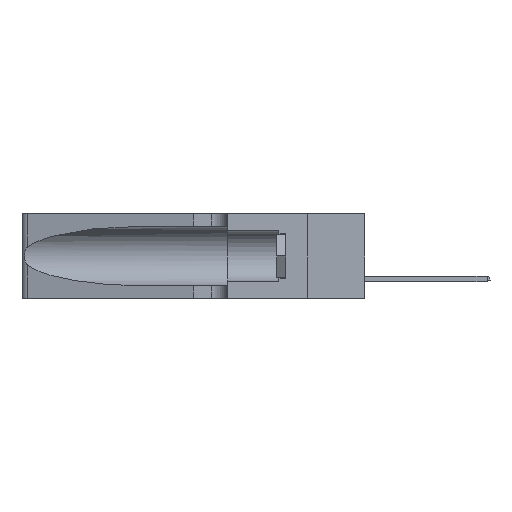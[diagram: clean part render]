
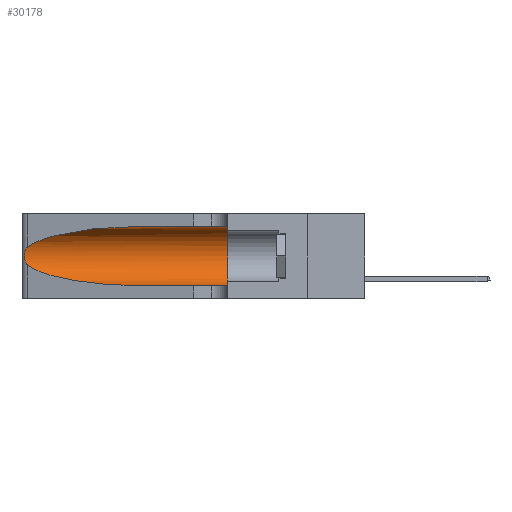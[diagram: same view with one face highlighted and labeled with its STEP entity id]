
A CAD part, left-side view. The second image highlights one B-rep face of the part: STEP entity #30178.
In plain terms, the highlighted cylindrical face has radius 3.308 mm (diameter 6.617 mm), a partial arc.
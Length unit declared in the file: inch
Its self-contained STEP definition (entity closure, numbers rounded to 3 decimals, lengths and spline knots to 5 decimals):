
#159 = CARTESIAN_POINT ( 'NONE',  ( 0.1305, 0.72297, 0.31525 ) ) ;
#2666 = LINE ( 'NONE', #29369, #42924 ) ;
#3429 = CARTESIAN_POINT ( 'NONE',  ( 0.25856, 1.23593, 0.16098 ) ) ;
#4272 = EDGE_CURVE ( 'NONE', #22017, #11781, #7179, .T. ) ;
#6974 = CARTESIAN_POINT ( 'NONE',  ( 0.26075, 1.23896, 0.19203 ) ) ;
#7179 =( BOUNDED_CURVE ( )  B_SPLINE_CURVE ( 3, ( #23280, #42332, #27161, #27332 ),
 .UNSPECIFIED., .F., .F. ) 
 B_SPLINE_CURVE_WITH_KNOTS ( ( 4, 4 ),
 ( 1.5708, 2.84003 ),
 .UNSPECIFIED. ) 
 CURVE ( )  GEOMETRIC_REPRESENTATION_ITEM ( )  RATIONAL_B_SPLINE_CURVE ( ( 1., 0.87, 0.87, 1. ) ) 
 REPRESENTATION_ITEM ( '' )  );
#8620 = AXIS2_PLACEMENT_3D ( 'NONE', #32341, #13084, #44131 ) ;
#8959 = VECTOR ( 'NONE', #30724, 39.37008 ) ;
#9350 = CIRCLE ( 'NONE', #8620, 0.13025 ) ;
#9507 = CYLINDRICAL_SURFACE ( 'NONE', #32154, 0.13025 ) ;
#10994 = DIRECTION ( 'NONE',  ( 0., 0., -1. ) ) ;
#11625 = CARTESIAN_POINT ( 'NONE',  ( 0.1305, 1.61858, 0.05475 ) ) ;
#11781 = VERTEX_POINT ( 'NONE', #41072 ) ;
#13084 = DIRECTION ( 'NONE',  ( 0., 1., 0. ) ) ;
#13120 = EDGE_LOOP ( 'NONE', ( #34918, #47988, #49174, #28552, #39856, #33788 ) ) ;
#13985 = CARTESIAN_POINT ( 'NONE',  ( 0.18966, 0.96281, 0.05475 ) ) ;
#14882 = CARTESIAN_POINT ( 'NONE',  ( 0.1305, 0.35, 0.05475 ) ) ;
#15500 = CARTESIAN_POINT ( 'NONE',  ( 0.25639, 1.23186, 0.15144 ) ) ;
#17500 = FACE_OUTER_BOUND ( 'NONE', #13120, .T. ) ;
#18212 = CARTESIAN_POINT ( 'NONE',  ( 0.1305, 0.35, 0.31525 ) ) ;
#19400 = EDGE_CURVE ( 'NONE', #22450, #23432, #9350, .T. ) ;
#19475 = CARTESIAN_POINT ( 'NONE',  ( 0.25555, 1.22993, 0.14849 ) ) ;
#21519 = CARTESIAN_POINT ( 'NONE',  ( 0.25555, 1.22994, 0.2215 ) ) ;
#21559 = B_SPLINE_CURVE_WITH_KNOTS ( 'NONE', 3,
 ( #36822, #21519, #22552, #30337, #25922, #49442, #6974, #45184, #34577, #3429, #31018, #15500, #19475, #23407 ),
 .UNSPECIFIED., .F., .F.,
 ( 4, 2, 2, 2, 2, 2, 4 ),
 ( 0., 0.00027, 0.00053, 0.00107, 0.0016, 0.00187, 0.00214 ),
 .UNSPECIFIED. ) ;
#21612 = EDGE_CURVE ( 'NONE', #11781, #43903, #21559, .T. ) ;
#22017 = VERTEX_POINT ( 'NONE', #159 ) ;
#22450 = VERTEX_POINT ( 'NONE', #18212 ) ;
#22552 = CARTESIAN_POINT ( 'NONE',  ( 0.25639, 1.23184, 0.21858 ) ) ;
#22665 = CARTESIAN_POINT ( 'NONE',  ( 0.1305, 1.61858, 0.185 ) ) ;
#23280 = CARTESIAN_POINT ( 'NONE',  ( 0.1305, 0.72297, 0.31525 ) ) ;
#23407 = CARTESIAN_POINT ( 'NONE',  ( 0.25487, 1.22718, 0.14631 ) ) ;
#23432 = VERTEX_POINT ( 'NONE', #14882 ) ;
#25858 = DIRECTION ( 'NONE',  ( 0., -1., 0. ) ) ;
#25922 = CARTESIAN_POINT ( 'NONE',  ( 0.25854, 1.2359, 0.20912 ) ) ;
#27161 = CARTESIAN_POINT ( 'NONE',  ( 0.2373, 1.15595, 0.28018 ) ) ;
#27332 = CARTESIAN_POINT ( 'NONE',  ( 0.25487, 1.22718, 0.22369 ) ) ;
#28466 = VERTEX_POINT ( 'NONE', #30908 ) ;
#28552 = ORIENTED_EDGE ( 'NONE', *, *, #31306, .T. ) ;
#29369 = CARTESIAN_POINT ( 'NONE',  ( 0.1305, 1.61858, 0.31525 ) ) ;
#30178 = ADVANCED_FACE ( 'NONE', ( #17500 ), #9507, .F. ) ;
#30337 = CARTESIAN_POINT ( 'NONE',  ( 0.25787, 1.23484, 0.2124 ) ) ;
#30724 = DIRECTION ( 'NONE',  ( 0., -1., 0. ) ) ;
#30908 = CARTESIAN_POINT ( 'NONE',  ( 0.1305, 0.72297, 0.05475 ) ) ;
#31018 = CARTESIAN_POINT ( 'NONE',  ( 0.25789, 1.23486, 0.15765 ) ) ;
#31306 = EDGE_CURVE ( 'NONE', #28466, #23432, #44997, .T. ) ;
#32154 = AXIS2_PLACEMENT_3D ( 'NONE', #22665, #25858, #10994 ) ;
#32341 = CARTESIAN_POINT ( 'NONE',  ( 0.1305, 0.35, 0.185 ) ) ;
#33405 = CARTESIAN_POINT ( 'NONE',  ( 0.1305, 0.72297, 0.05475 ) ) ;
#33788 = ORIENTED_EDGE ( 'NONE', *, *, #48211, .F. ) ;
#34577 = CARTESIAN_POINT ( 'NONE',  ( 0.26017, 1.23833, 0.17102 ) ) ;
#34918 = ORIENTED_EDGE ( 'NONE', *, *, #4272, .T. ) ;
#35708 = EDGE_CURVE ( 'NONE', #43903, #28466, #47177, .T. ) ;
#36822 = CARTESIAN_POINT ( 'NONE',  ( 0.25487, 1.22718, 0.22369 ) ) ;
#37844 = CARTESIAN_POINT ( 'NONE',  ( 0.2373, 1.15595, 0.08982 ) ) ;
#39856 = ORIENTED_EDGE ( 'NONE', *, *, #19400, .F. ) ;
#40934 = CARTESIAN_POINT ( 'NONE',  ( 0.25487, 1.22718, 0.14631 ) ) ;
#41072 = CARTESIAN_POINT ( 'NONE',  ( 0.25487, 1.22718, 0.22369 ) ) ;
#42332 = CARTESIAN_POINT ( 'NONE',  ( 0.18966, 0.96281, 0.31525 ) ) ;
#42924 = VECTOR ( 'NONE', #45044, 39.37008 ) ;
#43903 = VERTEX_POINT ( 'NONE', #40934 ) ;
#44131 = DIRECTION ( 'NONE',  ( 0., 0., 1. ) ) ;
#44997 = LINE ( 'NONE', #11625, #8959 ) ;
#45044 = DIRECTION ( 'NONE',  ( 0., -1., 0. ) ) ;
#45184 = CARTESIAN_POINT ( 'NONE',  ( 0.26075, 1.23896, 0.178 ) ) ;
#45552 = CARTESIAN_POINT ( 'NONE',  ( 0.25487, 1.22718, 0.14631 ) ) ;
#47177 =( BOUNDED_CURVE ( )  B_SPLINE_CURVE ( 3, ( #45552, #37844, #13985, #33405 ),
 .UNSPECIFIED., .F., .F. ) 
 B_SPLINE_CURVE_WITH_KNOTS ( ( 4, 4 ),
 ( 3.44316, 4.71239 ),
 .UNSPECIFIED. ) 
 CURVE ( )  GEOMETRIC_REPRESENTATION_ITEM ( )  RATIONAL_B_SPLINE_CURVE ( ( 1., 0.87, 0.87, 1. ) ) 
 REPRESENTATION_ITEM ( '' )  );
#47988 = ORIENTED_EDGE ( 'NONE', *, *, #21612, .T. ) ;
#48211 = EDGE_CURVE ( 'NONE', #22017, #22450, #2666, .T. ) ;
#49174 = ORIENTED_EDGE ( 'NONE', *, *, #35708, .T. ) ;
#49442 = CARTESIAN_POINT ( 'NONE',  ( 0.26018, 1.23835, 0.19895 ) ) ;
